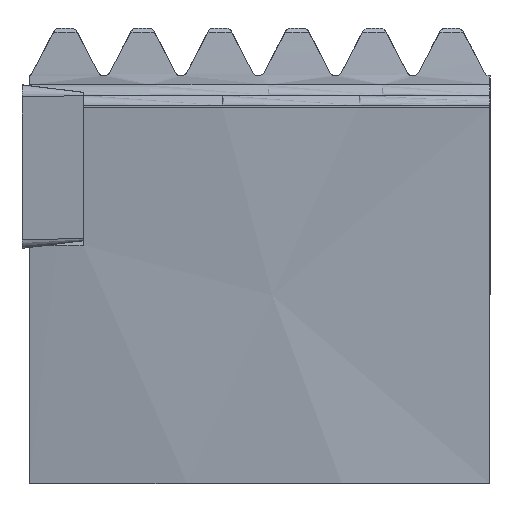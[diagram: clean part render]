
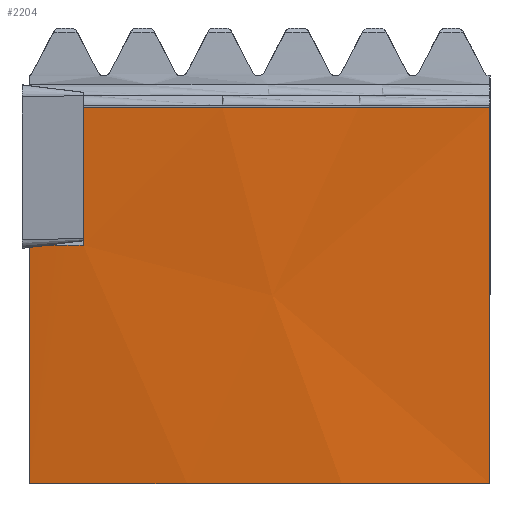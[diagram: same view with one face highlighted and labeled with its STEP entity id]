
A CAD part, left-side view. The second image highlights one B-rep face of the part: STEP entity #2204.
In plain terms, the highlighted conical face has half-angle 10 degrees and reference radius 91.03 mm.
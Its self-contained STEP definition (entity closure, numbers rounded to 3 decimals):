
#1652=VERTEX_POINT('NONE',#4700);
#2146=VERTEX_POINT('NONE',#5242);
#2204=ADVANCED_FACE('NONE',(#5305),#5306,.T.);
#2234=EDGE_CURVE('NONE',#3488,#2146,#5338,.T.);
#2924=EDGE_CURVE('NONE',#3136,#1652,#6078,.T.);
#2988=EDGE_CURVE('NONE',#3488,#3308,#6146,.T.);
#3136=VERTEX_POINT('NONE',#6307);
#3244=EDGE_CURVE('NONE',#2146,#3702,#6422,.T.);
#3308=VERTEX_POINT('NONE',#6491);
#3456=EDGE_CURVE('NONE',#3136,#4218,#6657,.F.);
#3488=VERTEX_POINT('NONE',#6691);
#3592=EDGE_CURVE('NONE',#3308,#4218,#6808,.T.);
#3636=EDGE_CURVE('NONE',#3702,#1652,#6854,.T.);
#3702=VERTEX_POINT('NONE',#6922);
#4218=VERTEX_POINT('NONE',#7492);
#4700=CARTESIAN_POINT('',(2.719,-2.06,-12.461));
#5242=CARTESIAN_POINT('',(0.919,-4.76,-1.742));
#5305=FACE_OUTER_BOUND('',#9945,.T.);
#5306=CONICAL_SURFACE('',#9946,91.03,0.175);
#5338=CIRCLE('',#10027,90.688);
#6078=ELLIPSE('',#11976,89.36,88.768);
#6146=(B_SPLINE_CURVE(2,(#12134,#12135,#12136),.UNSPECIFIED.,.F.,.F.)B_SPLINE_CURVE_WITH_KNOTS((3,3),(1.241,31.038),.UNSPECIFIED.)RATIONAL_B_SPLINE_CURVE((1.,1.001,1.))BOUNDED_CURVE()REPRESENTATION_ITEM('')GEOMETRIC_REPRESENTATION_ITEM()CURVE());
#6307=CARTESIAN_POINT('',(2.733,-0.56,-12.632));
#6422=(B_SPLINE_CURVE(2,(#12813,#12814,#12815),.UNSPECIFIED.,.F.,.F.)B_SPLINE_CURVE_WITH_KNOTS((3,3),(1.268,12.153),.UNSPECIFIED.)RATIONAL_B_SPLINE_CURVE((1.,1.,1.))BOUNDED_CURVE()REPRESENTATION_ITEM('')GEOMETRIC_REPRESENTATION_ITEM()CURVE());
#6491=CARTESIAN_POINT('',(13.917,-36.36,-31.0));
#6657=LINE('',#13455,#13456);
#6691=CARTESIAN_POINT('',(8.264,-36.36,-1.742));
#6808=CIRCLE('',#13864,85.529);
#6854=ELLIPSE('',#13959,88.784,88.784);
#6922=CARTESIAN_POINT('',(2.811,-4.76,-12.461));
#7492=CARTESIAN_POINT('',(5.971,-0.56,-31.0));
#9945=EDGE_LOOP('',(#17373,#17374,#17375,#17376,#17377,#17378,#17379));
#9946=AXIS2_PLACEMENT_3D('',#17380,#17381,#17382);
#10027=AXIS2_PLACEMENT_3D('',#17413,#17414,#17415);
#11976=AXIS2_PLACEMENT_3D('',#18077,#18078,#18079);
#12134=CARTESIAN_POINT('',(8.264,-36.36,-1.742));
#12135=CARTESIAN_POINT('',(11.173,-36.36,-16.885));
#12136=CARTESIAN_POINT('',(13.917,-36.36,-31.0));
#12813=CARTESIAN_POINT('',(0.919,-4.76,-1.742));
#12814=CARTESIAN_POINT('',(1.875,-4.76,-7.158));
#12815=CARTESIAN_POINT('',(2.811,-4.76,-12.461));
#13455=CARTESIAN_POINT('',(4.352,-0.56,-21.816));
#13456=VECTOR('',#18603,1.0);
#13864=AXIS2_PLACEMENT_3D('',#18792,#18793,#18794);
#13959=AXIS2_PLACEMENT_3D('',#18829,#18830,#18831);
#17373=ORIENTED_EDGE('',*,*,#2988,.F.);
#17374=ORIENTED_EDGE('',*,*,#2234,.T.);
#17375=ORIENTED_EDGE('',*,*,#3244,.T.);
#17376=ORIENTED_EDGE('',*,*,#3636,.T.);
#17377=ORIENTED_EDGE('',*,*,#2924,.F.);
#17378=ORIENTED_EDGE('',*,*,#3456,.T.);
#17379=ORIENTED_EDGE('',*,*,#3592,.F.);
#17380=CARTESIAN_POINT('',(91.5,-0.36,0.197));
#17381=DIRECTION('',(0.,0.,1.0));
#17382=DIRECTION('',(0.,-1.0,0.));
#17413=CARTESIAN_POINT('',(91.5,-0.36,-1.742));
#17414=DIRECTION('',(0.,0.,-1.0));
#17415=DIRECTION('',(0.,-1.0,0.));
#18077=CARTESIAN_POINT('',(91.486,-2.144,-12.529));
#18078=DIRECTION('',(0.001,0.113,0.994));
#18079=DIRECTION('',(0.008,0.994,-0.113));
#18603=DIRECTION('',(-0.174,0.0,0.985));
#18792=CARTESIAN_POINT('',(91.5,-0.36,-31.0));
#18793=DIRECTION('',(0.,0.,-1.0));
#18794=DIRECTION('',(0.,-1.0,0.));
#18829=CARTESIAN_POINT('',(91.486,-0.36,-12.539));
#18830=DIRECTION('',(-0.001,0.,-1.));
#18831=DIRECTION('',(1.,0.,-0.001));
